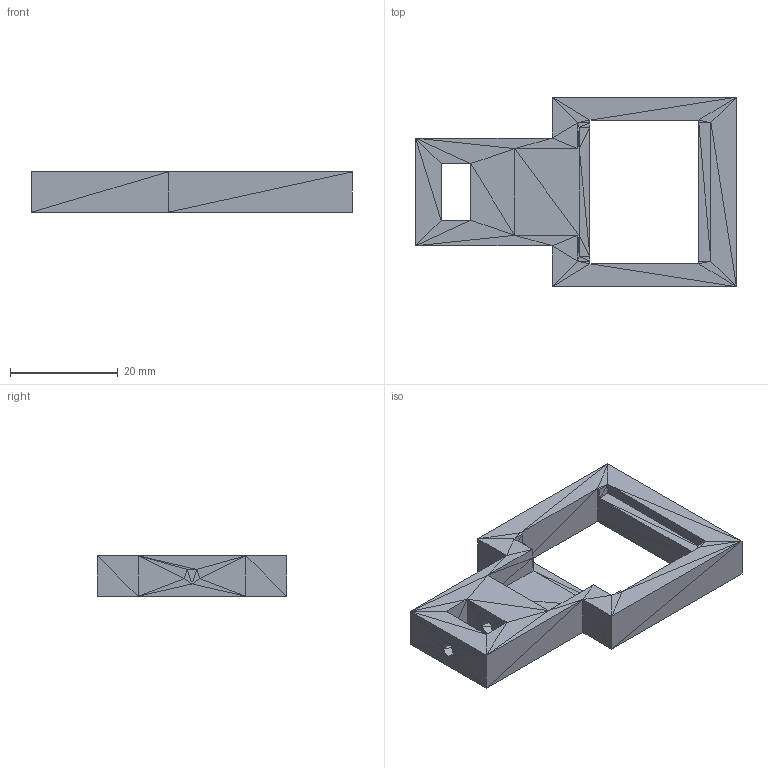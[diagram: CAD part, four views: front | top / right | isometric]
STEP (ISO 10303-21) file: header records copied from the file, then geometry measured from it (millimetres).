
FILE_DESCRIPTION(('FreeCAD Model'),'2;1');
FILE_NAME( 'test.step', '2017-09-16T12:31:21',('Author'),(''), 'Open CASCADE STEP processor 6.8','FreeCAD','Unknown');
FILE_SCHEMA(('AUTOMOTIVE_DESIGN_CC2 { 1 2 10303 214 -1 1 5 4 }'));
Length unit declared in the file: millimetre
Products named in the file (1): cam_mount001_(Solid)
Bounding box: 59.6 x 35.2 x 7.5 mm (x, y, z)
Volume: 6985.1 mm3; surface area: 4803 mm2
Topology: 1 solids, 1 shells, 184 faces, 276 edges, 88 vertices
Faces by surface type: plane 184
Entity records: 6921 total; most frequent: CARTESIAN_POINT 1377, DIRECTION 922, ORIENTED_EDGE 552, LINE 552, VECTOR 552, PCURVE 552, DEFINITIONAL_REPRESENTATION 552, EDGE_CURVE 276
